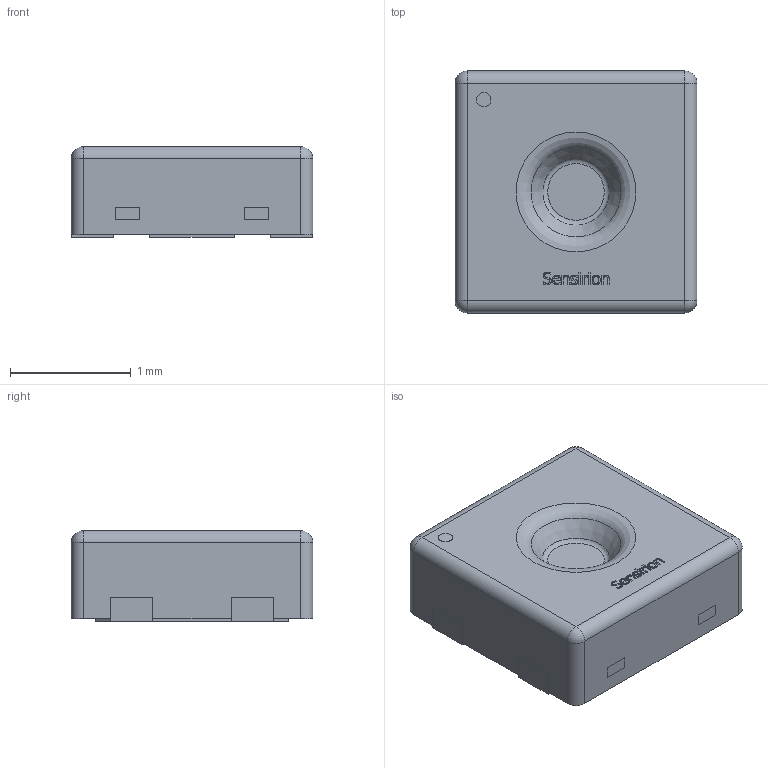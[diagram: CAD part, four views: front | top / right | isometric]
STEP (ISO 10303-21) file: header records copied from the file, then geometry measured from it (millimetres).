
FILE_DESCRIPTION(/* description */ (''),/* implementation_level */ '2;1');
FILE_NAME(/* name */ '1.stp',/* time_stamp */ '2020-01-03T18:29:51+02:00',/* author */ ('k'),/* organization */ (''),/* preprocessor_version */ 'ST-DEVELOPER v15.6',/* originating_system */ 'Autodesk Inventor 2015',/* authorisation */ '');
FILE_SCHEMA (('AUTOMOTIVE_DESIGN { 1 0 10303 214 3 1 1 }'));
Products named in the file (6): 1; 2; 3; 4; 5
Bounding box: 2 x 2 x 0.75 mm (x, y, z)
Volume: 2.8 mm3; surface area: 25.9 mm2
Topology: 21 solids, 21 shells, 244 faces, 586 edges, 386 vertices
Faces by surface type: plane 158, bspline 68, cylinder 11, sphere 4, torus 2, cone 1
Full cylindrical faces by diameter (mm): 0.12 x1, 0.468 x2
Entity records: 7470 total; most frequent: CARTESIAN_POINT 2103, ORIENTED_EDGE 1158, DIRECTION 842, EDGE_CURVE 579, LINE 418, VECTOR 418, VERTEX_POINT 385, EDGE_LOOP 260
